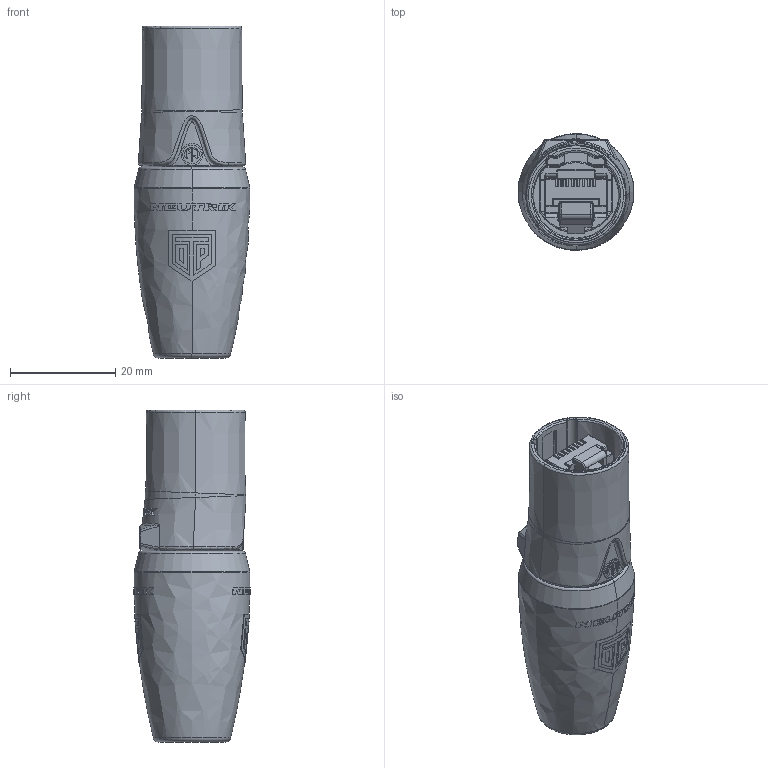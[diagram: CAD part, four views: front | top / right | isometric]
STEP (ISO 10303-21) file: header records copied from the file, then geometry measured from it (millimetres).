
FILE_DESCRIPTION((''),'2;1');
FILE_NAME('30012419','2025-04-01T08:46:16',('SYSTEM'),(''),'CREO PARAMETRIC BY PTC INC, 2023424','CREO PARAMETRIC BY PTC INC, 2023424','');
FILE_SCHEMA(('CONFIG_CONTROL_DESIGN'));
Length unit declared in the file: millimetre
Products named in the file (1): 30012419
Bounding box: 22.02 x 22.2 x 63.16 mm (x, y, z)
Volume: 16708.5 mm3; surface area: 6704.3 mm2
Topology: 1 solids, 1 shells, 1107 faces, 2981 edges, 1880 vertices
Faces by surface type: plane 391, cylinder 269, bspline 250, extrusion 63, torus 59, sphere 40, cone 35
Entity records: 47638 total; most frequent: CARTESIAN_POINT 21937, ORIENTED_EDGE 5906, DIRECTION 4494, EDGE_CURVE 2953, VERTEX_POINT 1880, AXIS2_PLACEMENT_3D 1524, VECTOR 1446, LINE 1383
